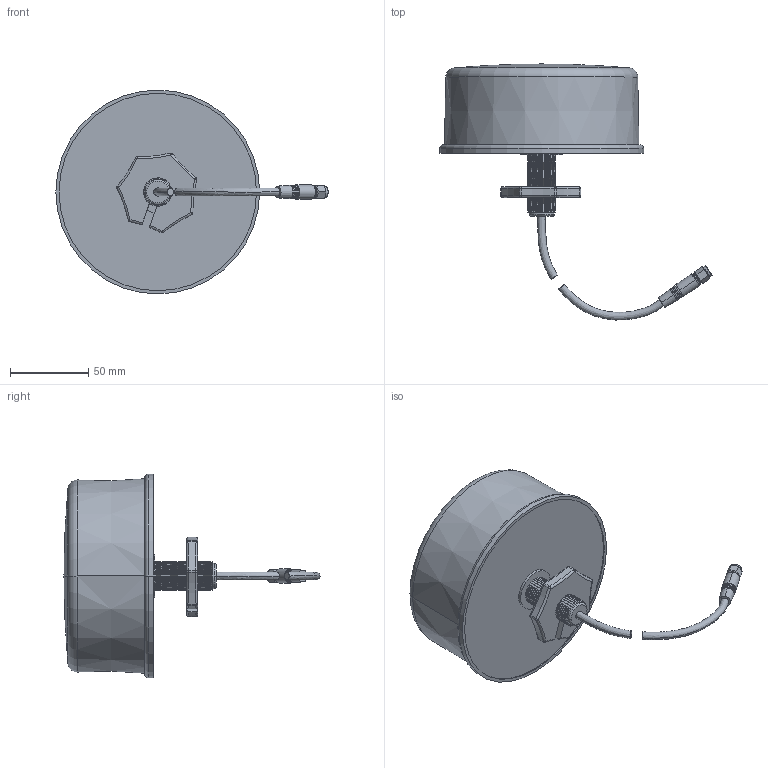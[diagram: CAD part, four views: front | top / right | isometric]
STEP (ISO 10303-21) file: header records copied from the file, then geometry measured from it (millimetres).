
FILE_DESCRIPTION (( 'STEP AP214' ), '1' );
FILE_NAME ('HG2458CU-1-RSP.STEP', '2019-04-05T16:36:34', ( '' ), ( '' ), 'SwSTEP 2.0', 'SolidWorks 2018', '' );
FILE_SCHEMA (( 'AUTOMOTIVE_DESIGN' ));
Length unit declared in the file: inch
Products named in the file (6): HG2458CU-1_Boot; 12 Inch-195; HG2458CU-1_Antenna; HG2458CU-1-RSP; HG2458CU-1_Nut; ARSP-1700
Assembly tree (5 placements, depth 2):
  HG2458CU-1-RSP
    HG2458CU-1_Antenna
    HG2458CU-1_Nut
    12 Inch-195
    HG2458CU-1_Boot
    ARSP-1700
Bounding box: 173.68 x 163.31 x 130 mm (x, y, z)
Volume: 682139 mm3; surface area: 59078 mm2
Topology: 6 solids, 6 shells, 469 faces, 986 edges, 540 vertices
Faces by surface type: cone 306, cylinder 74, plane 45, torus 24, sphere 16, bspline 4
Entity records: 14543 total; most frequent: CARTESIAN_POINT 2849, DIRECTION 2368, ORIENTED_EDGE 1940, AXIS2_PLACEMENT_3D 999, EDGE_CURVE 970, VERTEX_POINT 540, CIRCLE 526, EDGE_LOOP 496
